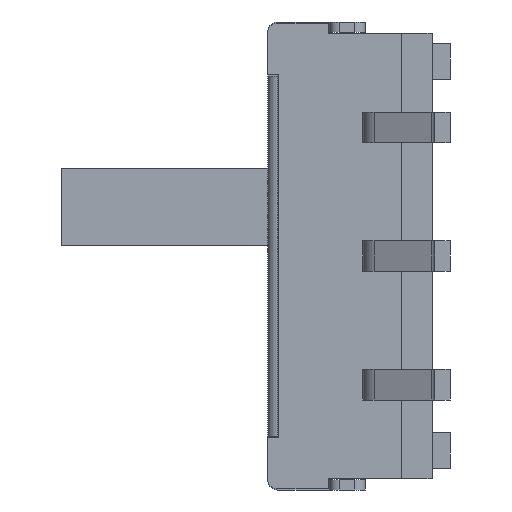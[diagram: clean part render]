
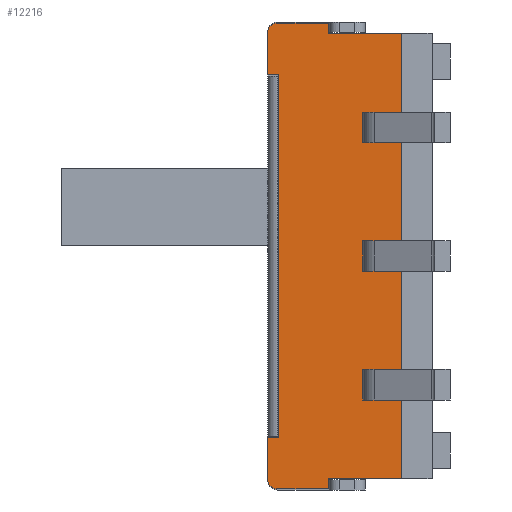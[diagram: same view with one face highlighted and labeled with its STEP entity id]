
A CAD part, left-side view. The second image highlights one B-rep face of the part: STEP entity #12216.
In plain terms, the highlighted planar face has unit normal (-1, 0, 0).
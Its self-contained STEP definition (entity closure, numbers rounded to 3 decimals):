
#3454=DIRECTION('',(0.,-1.,0.));
#3455=VECTOR('',#3454,1.42);
#3456=CARTESIAN_POINT('',(-1.775,2.02,-4.33));
#3457=LINE('',#3456,#3455);
#3474=DIRECTION('',(0.,0.,-1.));
#3475=VECTOR('',#3474,0.2);
#3476=CARTESIAN_POINT('',(-1.775,2.02,-4.33));
#3477=LINE('',#3476,#3475);
#3478=DIRECTION('',(0.,1.,0.));
#3479=VECTOR('',#3478,0.3);
#3480=CARTESIAN_POINT('',(-1.775,1.05,-0.3));
#3481=LINE('',#3480,#3479);
#3482=DIRECTION('',(0.,0.,1.));
#3483=VECTOR('',#3482,0.6);
#3484=CARTESIAN_POINT('',(-1.775,1.05,-0.3));
#3485=LINE('',#3484,#3483);
#3486=DIRECTION('',(0.,1.,0.));
#3487=VECTOR('',#3486,0.3);
#3488=CARTESIAN_POINT('',(-1.775,1.05,0.3));
#3489=LINE('',#3488,#3487);
#3490=DIRECTION('',(0.,0.,1.));
#3491=VECTOR('',#3490,0.6);
#3492=CARTESIAN_POINT('',(-1.775,1.35,-0.3));
#3493=LINE('',#3492,#3491);
#3494=DIRECTION('',(0.,1.,0.));
#3495=VECTOR('',#3494,0.3);
#3496=CARTESIAN_POINT('',(-1.775,1.05,2.2));
#3497=LINE('',#3496,#3495);
#3498=DIRECTION('',(0.,0.,1.));
#3499=VECTOR('',#3498,0.6);
#3500=CARTESIAN_POINT('',(-1.775,1.05,2.2));
#3501=LINE('',#3500,#3499);
#3502=DIRECTION('',(0.,1.,0.));
#3503=VECTOR('',#3502,0.3);
#3504=CARTESIAN_POINT('',(-1.775,1.05,2.8));
#3505=LINE('',#3504,#3503);
#3506=DIRECTION('',(0.,0.,1.));
#3507=VECTOR('',#3506,0.6);
#3508=CARTESIAN_POINT('',(-1.775,1.35,2.2));
#3509=LINE('',#3508,#3507);
#3510=DIRECTION('',(0.,1.,0.));
#3511=VECTOR('',#3510,0.3);
#3512=CARTESIAN_POINT('',(-1.775,1.05,-2.8));
#3513=LINE('',#3512,#3511);
#3514=DIRECTION('',(0.,0.,1.));
#3515=VECTOR('',#3514,0.6);
#3516=CARTESIAN_POINT('',(-1.775,1.05,-2.8));
#3517=LINE('',#3516,#3515);
#3518=DIRECTION('',(0.,1.,0.));
#3519=VECTOR('',#3518,0.3);
#3520=CARTESIAN_POINT('',(-1.775,1.05,-2.2));
#3521=LINE('',#3520,#3519);
#3522=DIRECTION('',(0.,0.,1.));
#3523=VECTOR('',#3522,0.6);
#3524=CARTESIAN_POINT('',(-1.775,1.35,-2.8));
#3525=LINE('',#3524,#3523);
#3526=CARTESIAN_POINT('',(-1.775,3.,4.33));
#3527=DIRECTION('',(-1.,0.,0.));
#3528=DIRECTION('',(0.,0.,1.));
#3529=AXIS2_PLACEMENT_3D('',#3526,#3527,#3528);
#3531=DIRECTION('',(0.,0.,1.));
#3532=VECTOR('',#3531,8.66);
#3533=CARTESIAN_POINT('',(-1.775,0.6,-4.33));
#3534=LINE('',#3533,#3532);
#3535=CARTESIAN_POINT('',(-1.775,3.,-4.33));
#3536=DIRECTION('',(-1.,0.,0.));
#3537=DIRECTION('',(0.,1.,0.));
#3538=AXIS2_PLACEMENT_3D('',#3535,#3536,#3537);
#3540=DIRECTION('',(0.,0.,1.));
#3541=VECTOR('',#3540,7.04);
#3542=CARTESIAN_POINT('',(-1.775,2.98,-3.52));
#3543=LINE('',#3542,#3541);
#3544=DIRECTION('',(0.,1.,0.));
#3545=VECTOR('',#3544,0.22);
#3546=CARTESIAN_POINT('',(-1.775,2.98,3.52));
#3547=LINE('',#3546,#3545);
#4598=DIRECTION('',(0.,0.,-1.));
#4599=VECTOR('',#4598,0.81);
#4600=CARTESIAN_POINT('',(-1.775,3.2,4.33));
#4601=LINE('',#4600,#4599);
#4646=DIRECTION('',(0.,0.,-1.));
#4647=VECTOR('',#4646,0.81);
#4648=CARTESIAN_POINT('',(-1.775,3.2,-3.52));
#4649=LINE('',#4648,#4647);
#4679=DIRECTION('',(0.,1.,0.));
#4680=VECTOR('',#4679,1.42);
#4681=CARTESIAN_POINT('',(-1.775,0.6,4.33));
#4682=LINE('',#4681,#4680);
#4683=DIRECTION('',(0.,0.,1.));
#4684=VECTOR('',#4683,0.2);
#4685=CARTESIAN_POINT('',(-1.775,2.02,4.33));
#4686=LINE('',#4685,#4684);
#4699=DIRECTION('',(0.,-1.,0.));
#4700=VECTOR('',#4699,0.98);
#4701=CARTESIAN_POINT('',(-1.775,3.,4.53));
#4702=LINE('',#4701,#4700);
#4813=DIRECTION('',(0.,-1.,0.));
#4814=VECTOR('',#4813,0.98);
#4815=CARTESIAN_POINT('',(-1.775,3.,-4.53));
#4816=LINE('',#4815,#4814);
#4842=DIRECTION('',(0.,1.,0.));
#4843=VECTOR('',#4842,0.22);
#4844=CARTESIAN_POINT('',(-1.775,2.98,-3.52));
#4845=LINE('',#4844,#4843);
#8676=CARTESIAN_POINT('',(-1.775,0.6,4.33));
#8677=VERTEX_POINT('',#8676);
#8688=CARTESIAN_POINT('',(-1.775,0.6,-4.33));
#8689=VERTEX_POINT('',#8688);
#8695=CARTESIAN_POINT('',(-1.775,3.2,3.52));
#8697=VERTEX_POINT('',#8695);
#8702=CARTESIAN_POINT('',(-1.775,3.2,-3.52));
#8704=VERTEX_POINT('',#8702);
#8710=CARTESIAN_POINT('',(-1.775,2.98,3.52));
#8712=VERTEX_POINT('',#8710);
#8718=CARTESIAN_POINT('',(-1.775,2.98,-3.52));
#8720=VERTEX_POINT('',#8718);
#8726=CARTESIAN_POINT('',(-1.775,2.02,4.53));
#8728=VERTEX_POINT('',#8726);
#8734=CARTESIAN_POINT('',(-1.775,2.02,4.33));
#8736=VERTEX_POINT('',#8734);
#8746=CARTESIAN_POINT('',(-1.775,2.02,-4.53));
#8748=VERTEX_POINT('',#8746);
#8754=CARTESIAN_POINT('',(-1.775,2.02,-4.33));
#8755=VERTEX_POINT('',#8754);
#8814=CARTESIAN_POINT('',(-1.775,1.05,-0.3));
#8815=CARTESIAN_POINT('',(-1.775,1.35,-0.3));
#8816=VERTEX_POINT('',#8814);
#8817=VERTEX_POINT('',#8815);
#8818=CARTESIAN_POINT('',(-1.775,1.05,0.3));
#8819=CARTESIAN_POINT('',(-1.775,1.35,0.3));
#8820=VERTEX_POINT('',#8818);
#8821=VERTEX_POINT('',#8819);
#8846=CARTESIAN_POINT('',(-1.775,1.05,2.2));
#8847=CARTESIAN_POINT('',(-1.775,1.35,2.2));
#8848=VERTEX_POINT('',#8846);
#8849=VERTEX_POINT('',#8847);
#8850=CARTESIAN_POINT('',(-1.775,1.05,2.8));
#8851=CARTESIAN_POINT('',(-1.775,1.35,2.8));
#8852=VERTEX_POINT('',#8850);
#8853=VERTEX_POINT('',#8851);
#8878=CARTESIAN_POINT('',(-1.775,1.05,-2.8));
#8879=CARTESIAN_POINT('',(-1.775,1.35,-2.8));
#8880=VERTEX_POINT('',#8878);
#8881=VERTEX_POINT('',#8879);
#8882=CARTESIAN_POINT('',(-1.775,1.05,-2.2));
#8883=CARTESIAN_POINT('',(-1.775,1.35,-2.2));
#8884=VERTEX_POINT('',#8882);
#8885=VERTEX_POINT('',#8883);
#9102=CARTESIAN_POINT('',(-1.775,3.,4.53));
#9103=CARTESIAN_POINT('',(-1.775,3.2,4.33));
#9104=VERTEX_POINT('',#9102);
#9105=VERTEX_POINT('',#9103);
#9130=CARTESIAN_POINT('',(-1.775,3.2,-4.33));
#9131=VERTEX_POINT('',#9130);
#9132=CARTESIAN_POINT('',(-1.775,3.,-4.53));
#9133=VERTEX_POINT('',#9132);
#12153=CARTESIAN_POINT('',(-1.775,3.2,-4.55));
#12154=DIRECTION('',(-1.,0.,0.));
#12155=DIRECTION('',(0.,-1.,0.));
#12156=AXIS2_PLACEMENT_3D('',#12153,#12154,#12155);
#12157=PLANE('',#12156);
#12159=ORIENTED_EDGE('',*,*,#12158,.F.);
#12161=ORIENTED_EDGE('',*,*,#12160,.T.);
#12163=ORIENTED_EDGE('',*,*,#12162,.F.);
#12165=ORIENTED_EDGE('',*,*,#12164,.F.);
#12167=ORIENTED_EDGE('',*,*,#12166,.F.);
#12168=ORIENTED_EDGE('',*,*,#12114,.F.);
#12169=ORIENTED_EDGE('',*,*,#12143,.T.);
#12171=ORIENTED_EDGE('',*,*,#12170,.F.);
#12173=ORIENTED_EDGE('',*,*,#12172,.F.);
#12175=ORIENTED_EDGE('',*,*,#12174,.F.);
#12177=ORIENTED_EDGE('',*,*,#12176,.F.);
#12179=ORIENTED_EDGE('',*,*,#12178,.T.);
#12181=ORIENTED_EDGE('',*,*,#12180,.T.);
#12183=ORIENTED_EDGE('',*,*,#12182,.F.);
#12184=EDGE_LOOP('',(#12159,#12161,#12163,#12165,#12167,#12168,#12169,#12171,
#12173,#12175,#12177,#12179,#12181,#12183));
#12185=FACE_OUTER_BOUND('',#12184,.F.);
#12187=ORIENTED_EDGE('',*,*,#12186,.F.);
#12189=ORIENTED_EDGE('',*,*,#12188,.T.);
#12191=ORIENTED_EDGE('',*,*,#12190,.T.);
#12193=ORIENTED_EDGE('',*,*,#12192,.F.);
#12194=EDGE_LOOP('',(#12187,#12189,#12191,#12193));
#12195=FACE_BOUND('',#12194,.F.);
#12197=ORIENTED_EDGE('',*,*,#12196,.F.);
#12199=ORIENTED_EDGE('',*,*,#12198,.T.);
#12201=ORIENTED_EDGE('',*,*,#12200,.T.);
#12203=ORIENTED_EDGE('',*,*,#12202,.F.);
#12204=EDGE_LOOP('',(#12197,#12199,#12201,#12203));
#12205=FACE_BOUND('',#12204,.F.);
#12207=ORIENTED_EDGE('',*,*,#12206,.F.);
#12209=ORIENTED_EDGE('',*,*,#12208,.T.);
#12211=ORIENTED_EDGE('',*,*,#12210,.T.);
#12213=ORIENTED_EDGE('',*,*,#12212,.F.);
#12214=EDGE_LOOP('',(#12207,#12209,#12211,#12213));
#12215=FACE_BOUND('',#12214,.F.);
#3530=CIRCLE('',#3529,0.2);
#3539=CIRCLE('',#3538,0.2);
#12114=EDGE_CURVE('',#8755,#8689,#3457,.T.);
#12143=EDGE_CURVE('',#8755,#8748,#3477,.T.);
#12158=EDGE_CURVE('',#9104,#9105,#3530,.T.);
#12160=EDGE_CURVE('',#9104,#8728,#4702,.T.);
#12162=EDGE_CURVE('',#8736,#8728,#4686,.T.);
#12164=EDGE_CURVE('',#8677,#8736,#4682,.T.);
#12166=EDGE_CURVE('',#8689,#8677,#3534,.T.);
#12170=EDGE_CURVE('',#9133,#8748,#4816,.T.);
#12172=EDGE_CURVE('',#9131,#9133,#3539,.T.);
#12174=EDGE_CURVE('',#8704,#9131,#4649,.T.);
#12176=EDGE_CURVE('',#8720,#8704,#4845,.T.);
#12178=EDGE_CURVE('',#8720,#8712,#3543,.T.);
#12180=EDGE_CURVE('',#8712,#8697,#3547,.T.);
#12182=EDGE_CURVE('',#9105,#8697,#4601,.T.);
#12186=EDGE_CURVE('',#8848,#8849,#3497,.T.);
#12188=EDGE_CURVE('',#8848,#8852,#3501,.T.);
#12190=EDGE_CURVE('',#8852,#8853,#3505,.T.);
#12192=EDGE_CURVE('',#8849,#8853,#3509,.T.);
#12196=EDGE_CURVE('',#8880,#8881,#3513,.T.);
#12198=EDGE_CURVE('',#8880,#8884,#3517,.T.);
#12200=EDGE_CURVE('',#8884,#8885,#3521,.T.);
#12202=EDGE_CURVE('',#8881,#8885,#3525,.T.);
#12206=EDGE_CURVE('',#8816,#8817,#3481,.T.);
#12208=EDGE_CURVE('',#8816,#8820,#3485,.T.);
#12210=EDGE_CURVE('',#8820,#8821,#3489,.T.);
#12212=EDGE_CURVE('',#8817,#8821,#3493,.T.);
#12216=ADVANCED_FACE('',(#12185,#12195,#12205,#12215),#12157,.T.);
